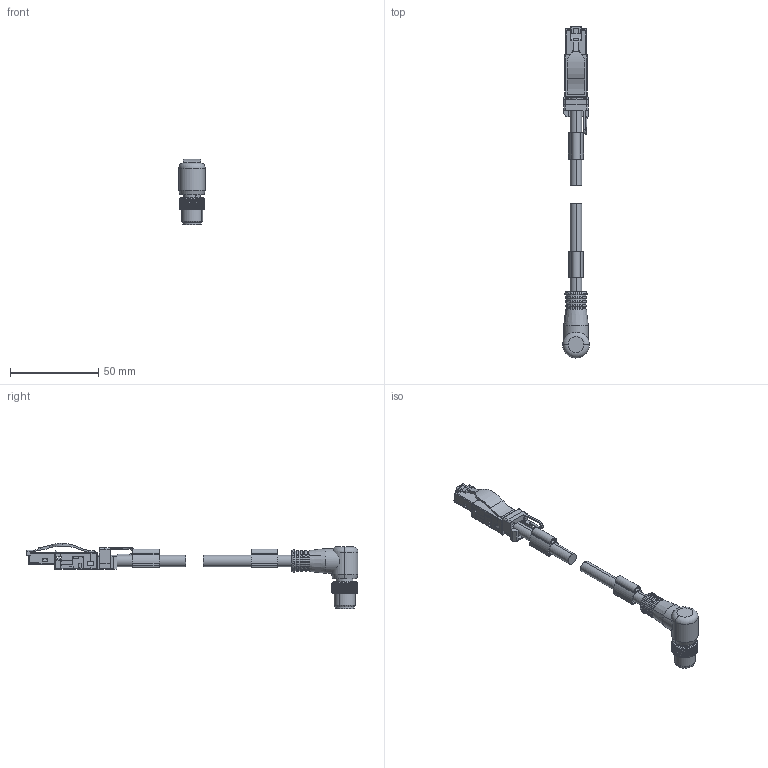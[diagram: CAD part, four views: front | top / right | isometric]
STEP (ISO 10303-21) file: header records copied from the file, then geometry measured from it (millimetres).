
FILE_DESCRIPTION(('CATIA V5 STEP Exchange','CAx-IF Rec.Pracs.--- Model Styling and Organization---1.4--- 2014-01-23'),'2;1');
FILE_NAME ('007146-4_0_1134610050_1134610050.stp','2020-10-26T13:51:23+00:00',('none'),('Weidmueller'),'CATIA Version 5-6 Release 2016 SP3 HF44','CATIA V5 STEP AP214','none');
FILE_SCHEMA(('AUTOMOTIVE_DESIGN { 1 0 10303 214 1 1 1 1 }'));
Length unit declared in the file: millimetre
Products named in the file (1): 1134610050
Bounding box: 15 x 187.78 x 36.96 mm (x, y, z)
Volume: 18312.4 mm3; surface area: 18706.1 mm2
Topology: 19 solids, 19 shells, 2039 faces, 5566 edges, 3535 vertices
Faces by surface type: plane 1033, cylinder 617, torus 159, cone 143, bspline 43, sphere 30, extrusion 10, revolution 4
Entity records: 66272 total; most frequent: CARTESIAN_POINT 18741, ORIENTED_EDGE 11056, DIRECTION 7694, EDGE_CURVE 5528, VERTEX_POINT 3535, VECTOR 3298, LINE 3288, AXIS2_PLACEMENT_3D 2815
